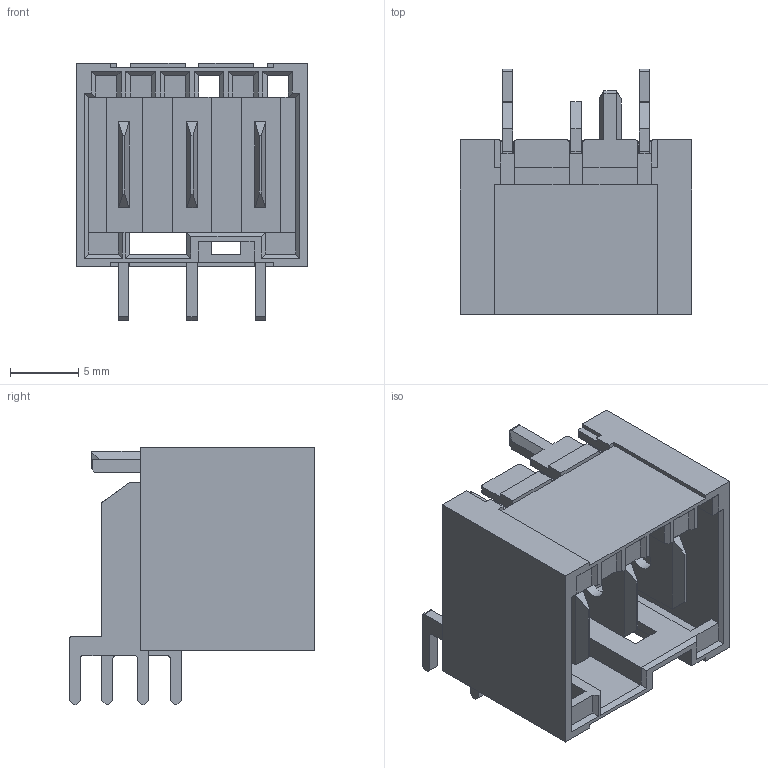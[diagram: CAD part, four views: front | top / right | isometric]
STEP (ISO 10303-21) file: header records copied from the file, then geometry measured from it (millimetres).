
FILE_DESCRIPTION(/* description */ ('Unknown'),/* implementation_level */ '2;1');
FILE_NAME(/* name */ 'J_Wurth_WR-RAST_637101120203',/* time_stamp */ '2025-08-29T16:17:40+08:00',/* author */ ('Unknown'),/* organization */ ('Unknown'),/* preprocessor_version */ 'ST-DEVELOPER v19.4',/* originating_system */ 'Solid Edge',/* authorisation */ 'Unknown');
FILE_SCHEMA (('AUTOMOTIVE_DESIGN {1 0 10303 214 3 1 1}'));
Length unit declared in the file: millimetre
Products named in the file (2): J_Wurth_WR-RAST_637101120203
Assembly tree (1 placements, depth 2):
  J_Wurth_WR-RAST_637101120203
    J_Wurth_WR-RAST_637101120203
Bounding box: 17 x 18 x 18.9 mm (x, y, z)
Volume: 1247.4 mm3; surface area: 3341.7 mm2
Topology: 1 solids, 1 shells, 402 faces, 1203 edges, 778 vertices
Faces by surface type: plane 367, cylinder 35
Full cylindrical faces by diameter (mm): 2 x3
Entity records: 16122 total; most frequent: ORIENTED_EDGE 2394, CARTESIAN_POINT 2376, DIRECTION 2077, EDGE_CURVE 1197, LINE 1125, VECTOR 1125, VERTEX_POINT 775, AXIS2_PLACEMENT_3D 476
